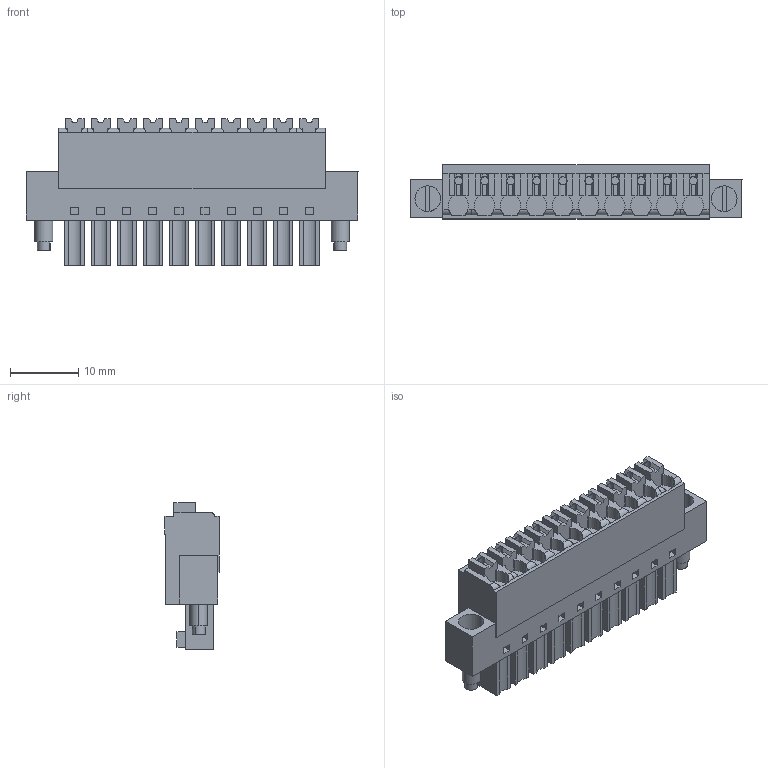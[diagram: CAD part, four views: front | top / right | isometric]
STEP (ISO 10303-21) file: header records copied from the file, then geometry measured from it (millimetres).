
FILE_DESCRIPTION(('CATIA V5 STEP Exchange','CAx-IF Rec.Pracs.--- Model Styling and Organization---1.2---2011-12-15'),'2;1');
FILE_NAME ('D1460684_0', '2017-07-25T13:27:22+00:00', ('none'), ('Weidmueller'), 'CATIA Version 5-6 Release 2014', 'CATIA V5 STEP AP214', 'none');
FILE_SCHEMA(('AUTOMOTIVE_DESIGN { 1 0 10303 214 1 1 1 1 }'));
Length unit declared in the file: millimetre
Products named in the file (1): 1970580000
Bounding box: 48.49 x 7.9 x 21.4 mm (x, y, z)
Volume: 4957.8 mm3; surface area: 4516.1 mm2
Topology: 13 solids, 13 shells, 650 faces, 1726 edges, 1148 vertices
Faces by surface type: plane 517, cylinder 133
Entity records: 19512 total; most frequent: CARTESIAN_POINT 3794, ORIENTED_EDGE 3452, DIRECTION 2438, EDGE_CURVE 1726, VECTOR 1374, LINE 1374, VERTEX_POINT 1148, EDGE_LOOP 720
